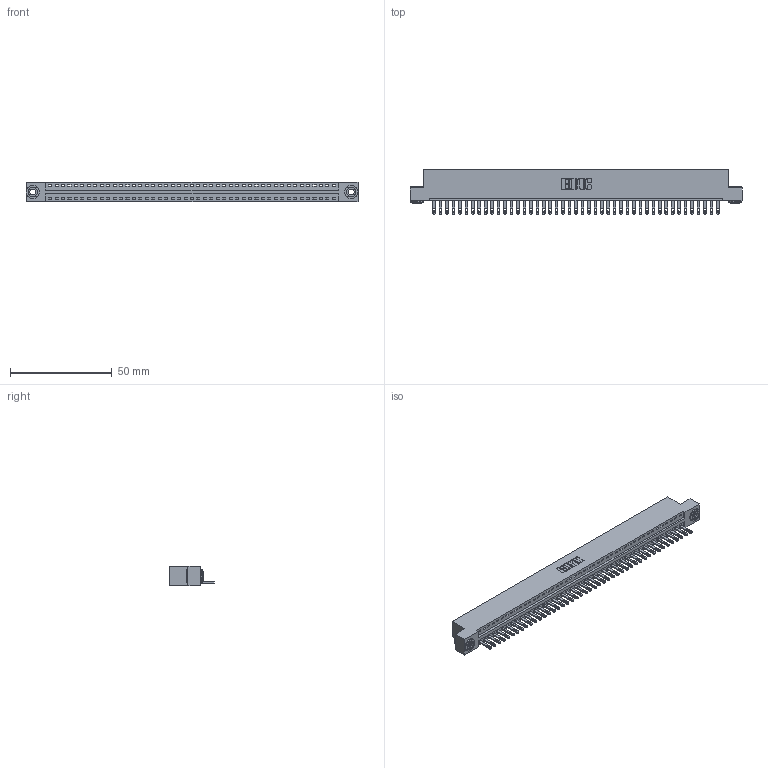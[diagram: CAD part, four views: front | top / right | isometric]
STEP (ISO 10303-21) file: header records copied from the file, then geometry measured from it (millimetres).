
FILE_DESCRIPTION (( 'STEP AP203' ), '1' );
FILE_NAME ('346-045-500-103.STEP', '2018-08-25T03:11:49', ( '' ), ( '' ), 'SwSTEP 2.0', 'SolidWorks 2016', '' );
FILE_SCHEMA (( 'CONFIG_CONTROL_DESIGN' ));
Length unit declared in the file: inch
Products named in the file (4): 346-045-500-103; 346 Part_Flush Mounting Lugs - 0.156 Dia-TH; 345-292-001_345-293-100; 345-250-002_345-250-002-102
Assembly tree (48 placements, depth 2):
  346-045-500-103
    346 Part_Flush Mounting Lugs - 0.156 Dia-TH
    345-292-001_345-293-100  x45
    345-250-002_345-250-002-102  x2
Bounding box: 163.45 x 21.84 x 9.4 mm (x, y, z)
Volume: 15713.6 mm3; surface area: 19996.4 mm2
Topology: 48 solids, 48 shells, 2590 faces, 7965 edges, 5306 vertices
Faces by surface type: plane 1616, cylinder 966, cone 8
Entity records: 28104 total; most frequent: CARTESIAN_POINT 4794, ORIENTED_EDGE 4766, DIRECTION 4259, EDGE_CURVE 2383, LINE 2043, VECTOR 2043, VERTEX_POINT 1586, AXIS2_PLACEMENT_3D 1108
